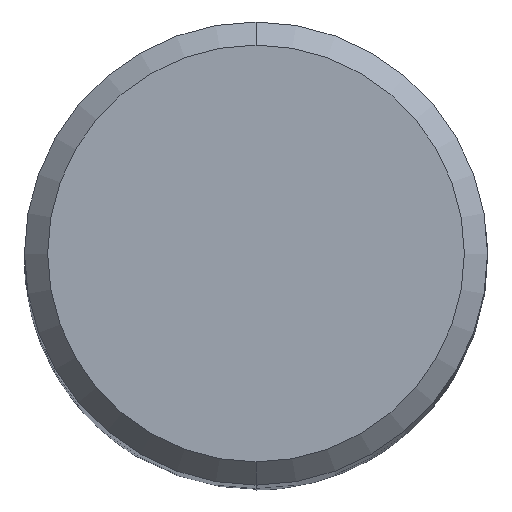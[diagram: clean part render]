
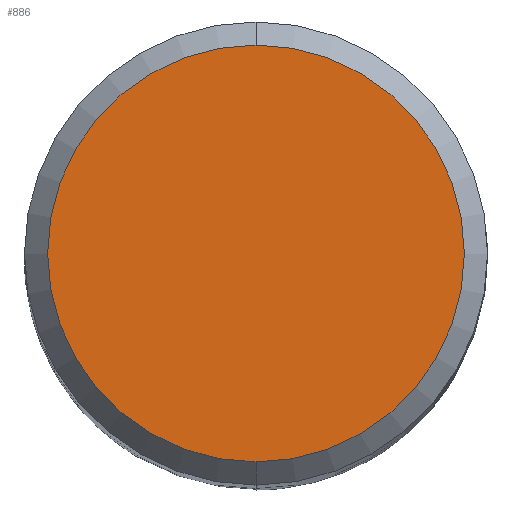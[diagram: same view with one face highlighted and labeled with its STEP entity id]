
A CAD part, top view. The second image highlights one B-rep face of the part: STEP entity #886.
In plain terms, the highlighted planar face has unit normal (0, 0, 1).
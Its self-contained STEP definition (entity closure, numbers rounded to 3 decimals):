
#380=EDGE_CURVE('',#404,#596,#1001,.T.);
#404=VERTEX_POINT('',#1027);
#420=EDGE_CURVE('',#596,#404,#1044,.T.);
#596=VERTEX_POINT('',#1238);
#886=ADVANCED_FACE('',(#1556),#1557,.T.);
#1001=CIRCLE('',#1699,4.5);
#1027=CARTESIAN_POINT('',(0.0,4.5,0.0));
#1044=CIRCLE('',#1777,4.5);
#1238=CARTESIAN_POINT('',(0.,-4.5,0.0));
#1556=FACE_OUTER_BOUND('',#2655,.T.);
#1557=PLANE('',#2656);
#1699=AXIS2_PLACEMENT_3D('',#2763,#2764,#2765);
#1777=AXIS2_PLACEMENT_3D('',#2805,#2806,#2807);
#2655=EDGE_LOOP('',(#3359,#3360));
#2656=AXIS2_PLACEMENT_3D('',#3361,#3362,#3363);
#2763=CARTESIAN_POINT('',(0.0,0.0,0.0));
#2764=DIRECTION('',(0.0,0.0,-1.0));
#2765=DIRECTION('',(0.0,1.0,0.0));
#2805=CARTESIAN_POINT('',(0.0,0.0,0.0));
#2806=DIRECTION('',(0.0,0.0,-1.0));
#2807=DIRECTION('',(0.0,1.0,0.0));
#3359=ORIENTED_EDGE('',*,*,#380,.F.);
#3360=ORIENTED_EDGE('',*,*,#420,.F.);
#3361=CARTESIAN_POINT('',(0.0,2.25,0.0));
#3362=DIRECTION('',(-0.0,0.0,1.0));
#3363=DIRECTION('',(0.0,-1.0,0.0));
